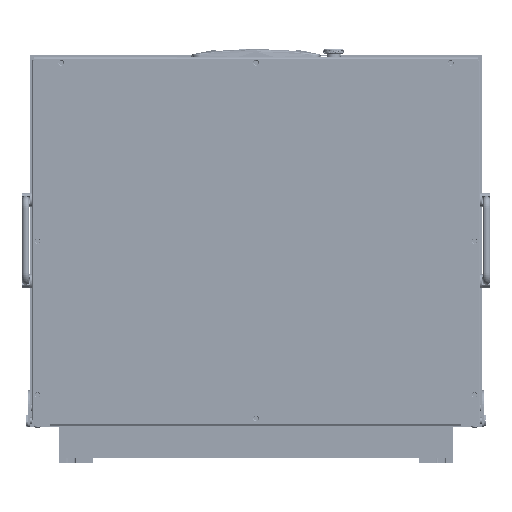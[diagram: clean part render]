
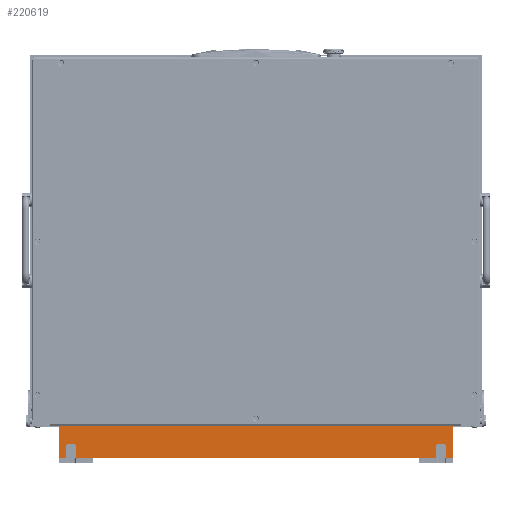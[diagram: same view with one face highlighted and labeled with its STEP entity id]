
A CAD part, front view. The second image highlights one B-rep face of the part: STEP entity #220619.
In plain terms, the highlighted planar face has unit normal (0, -1, 0).
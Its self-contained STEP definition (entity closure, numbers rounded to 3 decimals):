
#201 = LINE ( 'NONE', #35877, #157139 ) ;
#2504 = CARTESIAN_POINT ( 'NONE',  ( 230., -4., 2. ) ) ;
#3745 = EDGE_CURVE ( 'NONE', #241614, #231725, #215818, .T. ) ;
#7578 = DIRECTION ( 'NONE',  ( 0., 0., -1. ) ) ;
#8075 = CARTESIAN_POINT ( 'NONE',  ( -242., -4., -20. ) ) ;
#10285 = EDGE_CURVE ( 'NONE', #195592, #212063, #115433, .T. ) ;
#12028 = VERTEX_POINT ( 'NONE', #195774 ) ;
#12539 = PLANE ( 'NONE',  #45924 ) ;
#16345 = ORIENTED_EDGE ( 'NONE', *, *, #3745, .T. ) ;
#18604 = DIRECTION ( 'NONE',  ( -1., 0., 0. ) ) ;
#20990 = VECTOR ( 'NONE', #159705, 1000. ) ;
#23218 = ORIENTED_EDGE ( 'NONE', *, *, #43403, .F. ) ;
#26082 = EDGE_CURVE ( 'NONE', #227583, #70280, #219577, .T. ) ;
#29244 = ORIENTED_EDGE ( 'NONE', *, *, #84994, .F. ) ;
#30603 = DIRECTION ( 'NONE',  ( 0., 1., 0. ) ) ;
#35877 = CARTESIAN_POINT ( 'NONE',  ( -242., -4., 20. ) ) ;
#38746 = ORIENTED_EDGE ( 'NONE', *, *, #194747, .T. ) ;
#40611 = LINE ( 'NONE', #2504, #185886 ) ;
#43333 = CARTESIAN_POINT ( 'NONE',  ( 221., -4., 20. ) ) ;
#43403 = EDGE_CURVE ( 'NONE', #225606, #83050, #115334, .T. ) ;
#45924 = AXIS2_PLACEMENT_3D ( 'NONE', #202127, #86407, #236682 ) ;
#48884 = CARTESIAN_POINT ( 'NONE',  ( -242., -4., 20. ) ) ;
#53131 = CARTESIAN_POINT ( 'NONE',  ( 233., -4., 20. ) ) ;
#54992 = EDGE_CURVE ( 'NONE', #177269, #225606, #122350, .T. ) ;
#56405 = AXIS2_PLACEMENT_3D ( 'NONE', #75353, #150474, #7578 ) ;
#57106 = DIRECTION ( 'NONE',  ( 0., 1., 0. ) ) ;
#61247 = CARTESIAN_POINT ( 'NONE',  ( -233., -4., 5. ) ) ;
#65252 = CARTESIAN_POINT ( 'NONE',  ( 230., -4., 2. ) ) ;
#65900 = LINE ( 'NONE', #8075, #84607 ) ;
#69349 = CARTESIAN_POINT ( 'NONE',  ( -242., -4., 20. ) ) ;
#70280 = VERTEX_POINT ( 'NONE', #235726 ) ;
#71194 = EDGE_CURVE ( 'NONE', #176143, #195592, #40611, .T. ) ;
#74467 = CARTESIAN_POINT ( 'NONE',  ( -242., -4., -20. ) ) ;
#75353 = CARTESIAN_POINT ( 'NONE',  ( -230., -4., 5. ) ) ;
#76482 = ORIENTED_EDGE ( 'NONE', *, *, #216882, .T. ) ;
#83050 = VERTEX_POINT ( 'NONE', #117018 ) ;
#84607 = VECTOR ( 'NONE', #122506, 1000. ) ;
#84994 = EDGE_CURVE ( 'NONE', #235087, #221946, #217632, .T. ) ;
#85224 = CARTESIAN_POINT ( 'NONE',  ( 221., -4., 20. ) ) ;
#86407 = DIRECTION ( 'NONE',  ( 0., -1., 0. ) ) ;
#87232 = CARTESIAN_POINT ( 'NONE',  ( -224., -4., 5. ) ) ;
#88162 = CIRCLE ( 'NONE', #111740, 3. ) ;
#88820 = FACE_OUTER_BOUND ( 'NONE', #139234, .T. ) ;
#91231 = LINE ( 'NONE', #166314, #116070 ) ;
#92579 = VERTEX_POINT ( 'NONE', #158274 ) ;
#95287 = CARTESIAN_POINT ( 'NONE',  ( 233., -4., 20. ) ) ;
#96709 = CIRCLE ( 'NONE', #147666, 3. ) ;
#98866 = DIRECTION ( 'NONE',  ( 0., 0., 1. ) ) ;
#101981 = DIRECTION ( 'NONE',  ( 0., 0., 1. ) ) ;
#108712 = DIRECTION ( 'NONE',  ( 1., 0., 0. ) ) ;
#109043 = VECTOR ( 'NONE', #157898, 1000. ) ;
#109185 = ORIENTED_EDGE ( 'NONE', *, *, #134501, .T. ) ;
#111740 = AXIS2_PLACEMENT_3D ( 'NONE', #154302, #57106, #98866 ) ;
#112896 = VERTEX_POINT ( 'NONE', #85224 ) ;
#115334 = LINE ( 'NONE', #118974, #122926 ) ;
#115433 = CIRCLE ( 'NONE', #198071, 3. ) ;
#116070 = VECTOR ( 'NONE', #18604, 1000. ) ;
#117018 = CARTESIAN_POINT ( 'NONE',  ( 242., -4., -20. ) ) ;
#118079 = CARTESIAN_POINT ( 'NONE',  ( 224., -4., 5. ) ) ;
#118147 = CARTESIAN_POINT ( 'NONE',  ( 224., -4., 2. ) ) ;
#118974 = CARTESIAN_POINT ( 'NONE',  ( 242., -4., 20. ) ) ;
#121729 = CARTESIAN_POINT ( 'NONE',  ( -221., -4., 20. ) ) ;
#122350 = LINE ( 'NONE', #69349, #236510 ) ;
#122506 = DIRECTION ( 'NONE',  ( -1., 0., 0. ) ) ;
#122926 = VECTOR ( 'NONE', #194107, 1000. ) ;
#129442 = ORIENTED_EDGE ( 'NONE', *, *, #193228, .T. ) ;
#130695 = DIRECTION ( 'NONE',  ( 1., 0., 0. ) ) ;
#134501 = EDGE_CURVE ( 'NONE', #177269, #162742, #187706, .T. ) ;
#134650 = ORIENTED_EDGE ( 'NONE', *, *, #54992, .F. ) ;
#139234 = EDGE_LOOP ( 'NONE', ( #168136, #165199, #29244, #191020, #23218, #134650, #109185, #38746, #190994, #142285, #237066, #202659, #16345, #76482, #195376, #129442 ) ) ;
#142285 = ORIENTED_EDGE ( 'NONE', *, *, #10285, .T. ) ;
#144389 = CARTESIAN_POINT ( 'NONE',  ( -233., -4., 20. ) ) ;
#147666 = AXIS2_PLACEMENT_3D ( 'NONE', #87232, #30603, #180850 ) ;
#149999 = CARTESIAN_POINT ( 'NONE',  ( -242., -4., 20. ) ) ;
#150474 = DIRECTION ( 'NONE',  ( 0., 1., 0. ) ) ;
#150794 = CIRCLE ( 'NONE', #56405, 3. ) ;
#154302 = CARTESIAN_POINT ( 'NONE',  ( 230., -4., 5. ) ) ;
#155421 = EDGE_CURVE ( 'NONE', #241614, #112896, #201, .T. ) ;
#155995 = CARTESIAN_POINT ( 'NONE',  ( 242., -4., 20. ) ) ;
#157139 = VECTOR ( 'NONE', #130695, 1000. ) ;
#157898 = DIRECTION ( 'NONE',  ( 0., 0., -1. ) ) ;
#158274 = CARTESIAN_POINT ( 'NONE',  ( -230., -4., 2. ) ) ;
#159705 = DIRECTION ( 'NONE',  ( 0., 0., 1. ) ) ;
#160334 = CARTESIAN_POINT ( 'NONE',  ( -221., -4., 20. ) ) ;
#162742 = VERTEX_POINT ( 'NONE', #172937 ) ;
#165199 = ORIENTED_EDGE ( 'NONE', *, *, #203810, .F. ) ;
#166314 = CARTESIAN_POINT ( 'NONE',  ( -230., -4., 2. ) ) ;
#167503 = VECTOR ( 'NONE', #201938, 1000. ) ;
#168136 = ORIENTED_EDGE ( 'NONE', *, *, #26082, .T. ) ;
#170369 = DIRECTION ( 'NONE',  ( 0., 0., -1. ) ) ;
#172937 = CARTESIAN_POINT ( 'NONE',  ( 233., -4., 5. ) ) ;
#173858 = LINE ( 'NONE', #43333, #193143 ) ;
#175939 = DIRECTION ( 'NONE',  ( 0., 1., 0. ) ) ;
#176143 = VERTEX_POINT ( 'NONE', #65252 ) ;
#176298 = DIRECTION ( 'NONE',  ( 0., 0., 1. ) ) ;
#177269 = VERTEX_POINT ( 'NONE', #53131 ) ;
#180850 = DIRECTION ( 'NONE',  ( 0., 0., -1. ) ) ;
#181267 = VECTOR ( 'NONE', #201024, 1000. ) ;
#185886 = VECTOR ( 'NONE', #190874, 1000. ) ;
#187706 = LINE ( 'NONE', #95287, #237781 ) ;
#190874 = DIRECTION ( 'NONE',  ( -1., 0., 0. ) ) ;
#190994 = ORIENTED_EDGE ( 'NONE', *, *, #71194, .T. ) ;
#191020 = ORIENTED_EDGE ( 'NONE', *, *, #213303, .F. ) ;
#191459 = CARTESIAN_POINT ( 'NONE',  ( -221., -4., 5. ) ) ;
#193143 = VECTOR ( 'NONE', #176298, 1000. ) ;
#193228 = EDGE_CURVE ( 'NONE', #92579, #227583, #150794, .T. ) ;
#194107 = DIRECTION ( 'NONE',  ( 0., 0., -1. ) ) ;
#194747 = EDGE_CURVE ( 'NONE', #162742, #176143, #88162, .T. ) ;
#195376 = ORIENTED_EDGE ( 'NONE', *, *, #216746, .T. ) ;
#195592 = VERTEX_POINT ( 'NONE', #118147 ) ;
#195774 = CARTESIAN_POINT ( 'NONE',  ( -224., -4., 2. ) ) ;
#198071 = AXIS2_PLACEMENT_3D ( 'NONE', #118079, #175939, #101981 ) ;
#201024 = DIRECTION ( 'NONE',  ( 0., 0., 1. ) ) ;
#201938 = DIRECTION ( 'NONE',  ( 1., 0., 0. ) ) ;
#202127 = CARTESIAN_POINT ( 'NONE',  ( 242., -4., -20. ) ) ;
#202659 = ORIENTED_EDGE ( 'NONE', *, *, #155421, .F. ) ;
#203810 = EDGE_CURVE ( 'NONE', #221946, #70280, #242608, .T. ) ;
#212063 = VERTEX_POINT ( 'NONE', #220206 ) ;
#213303 = EDGE_CURVE ( 'NONE', #83050, #235087, #65900, .T. ) ;
#215818 = LINE ( 'NONE', #160334, #109043 ) ;
#216746 = EDGE_CURVE ( 'NONE', #12028, #92579, #91231, .T. ) ;
#216882 = EDGE_CURVE ( 'NONE', #231725, #12028, #96709, .T. ) ;
#217632 = LINE ( 'NONE', #48884, #20990 ) ;
#219577 = LINE ( 'NONE', #144389, #181267 ) ;
#220206 = CARTESIAN_POINT ( 'NONE',  ( 221., -4., 5. ) ) ;
#220456 = CARTESIAN_POINT ( 'NONE',  ( -242., -4., 20. ) ) ;
#220619 = ADVANCED_FACE ( 'NONE', ( #88820 ), #12539, .T. ) ;
#221946 = VERTEX_POINT ( 'NONE', #149999 ) ;
#225606 = VERTEX_POINT ( 'NONE', #155995 ) ;
#227583 = VERTEX_POINT ( 'NONE', #61247 ) ;
#229599 = EDGE_CURVE ( 'NONE', #212063, #112896, #173858, .T. ) ;
#231725 = VERTEX_POINT ( 'NONE', #191459 ) ;
#235087 = VERTEX_POINT ( 'NONE', #74467 ) ;
#235726 = CARTESIAN_POINT ( 'NONE',  ( -233., -4., 20. ) ) ;
#236510 = VECTOR ( 'NONE', #108712, 1000. ) ;
#236682 = DIRECTION ( 'NONE',  ( 0., 0., -1. ) ) ;
#237066 = ORIENTED_EDGE ( 'NONE', *, *, #229599, .T. ) ;
#237781 = VECTOR ( 'NONE', #170369, 1000. ) ;
#241614 = VERTEX_POINT ( 'NONE', #121729 ) ;
#242608 = LINE ( 'NONE', #220456, #167503 ) ;
